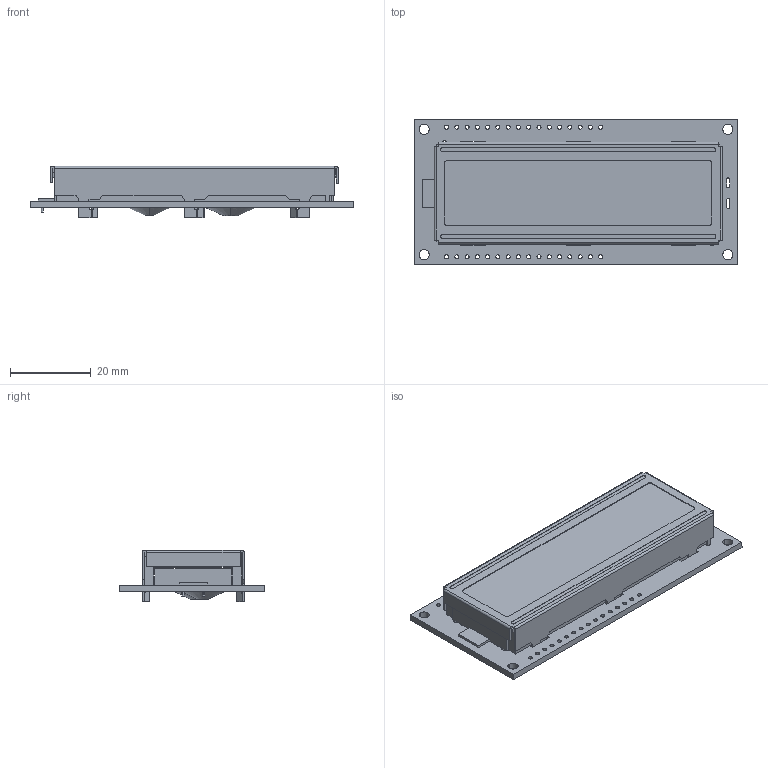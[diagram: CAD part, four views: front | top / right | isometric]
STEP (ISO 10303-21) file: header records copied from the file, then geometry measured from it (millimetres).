
FILE_DESCRIPTION (( 'STEP AP214' ), '1' );
FILE_NAME ('NHD-0216K1Z-FL.STEP', '2017-07-06T13:40:01', ( '' ), ( '' ), 'SwSTEP 2.0', 'SolidWorks 2015', '' );
FILE_SCHEMA (( 'AUTOMOTIVE_DESIGN' ));
Length unit declared in the file: millimetre
Products named in the file (1): NHD-0216K1Z-FL
Bounding box: 80 x 36 x 12.7 mm (x, y, z)
Volume: 17057.8 mm3; surface area: 15123.5 mm2
Topology: 1 solids, 1 shells, 361 faces, 1062 edges, 690 vertices
Faces by surface type: plane 206, cylinder 145, bspline 6, cone 4
Entity records: 16538 total; most frequent: CARTESIAN_POINT 2479, ORIENTED_EDGE 2122, DIRECTION 2059, EDGE_CURVE 1061, VECTOR 751, LINE 751, VERTEX_POINT 690, AXIS2_PLACEMENT_3D 654
